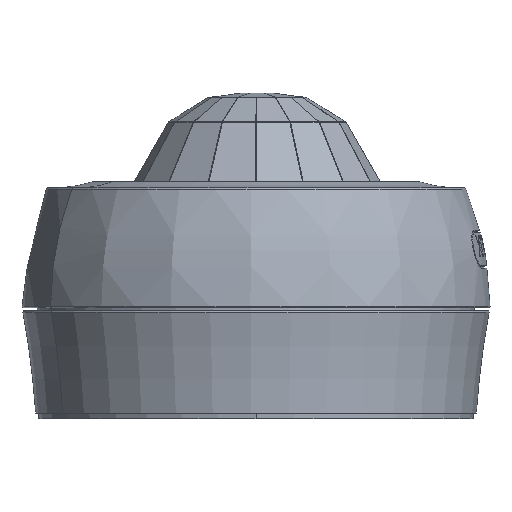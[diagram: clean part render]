
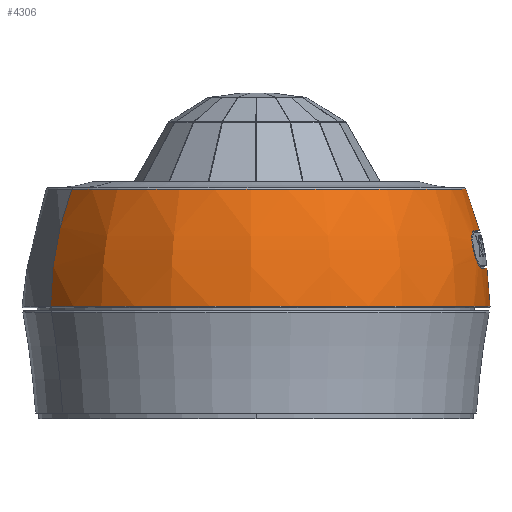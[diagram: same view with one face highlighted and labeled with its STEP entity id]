
A CAD part, left-side view. The second image highlights one B-rep face of the part: STEP entity #4306.
In plain terms, the highlighted face is a revolution surface.
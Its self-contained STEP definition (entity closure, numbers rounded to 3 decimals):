
#4153=CARTESIAN_POINT('Vertex',(22.029,-40.323,48.955)) ;
#4160=CARTESIAN_POINT('Vertex',(-22.029,40.323,48.955)) ;
#4175=CARTESIAN_POINT('Axis2P3D Location',(0.,0.,48.955)) ;
#4198=CARTESIAN_POINT('Control Point',(22.029,-40.323,48.955)) ;
#4199=CARTESIAN_POINT('Control Point',(23.267,-42.589,42.91)) ;
#4200=CARTESIAN_POINT('Control Point',(24.118,-44.147,36.519)) ;
#4201=CARTESIAN_POINT('Control Point',(24.549,-44.938,29.948)) ;
#4202=CARTESIAN_POINT('Control Point',(24.561,-44.958,23.374)) ;
#4203=CARTESIAN_POINT('Vertex',(24.561,-44.958,23.374)) ;
#4210=CARTESIAN_POINT('Vertex',(-24.561,44.958,23.374)) ;
#4214=CARTESIAN_POINT('Control Point',(-22.029,40.323,48.955)) ;
#4215=CARTESIAN_POINT('Control Point',(-23.267,42.589,42.91)) ;
#4216=CARTESIAN_POINT('Control Point',(-24.118,44.147,36.519)) ;
#4217=CARTESIAN_POINT('Control Point',(-24.549,44.938,29.948)) ;
#4218=CARTESIAN_POINT('Control Point',(-24.561,44.958,23.374)) ;
#4228=CARTESIAN_POINT('Control Point',(0.,-45.948,48.955)) ;
#4229=CARTESIAN_POINT('Control Point',(0.,-48.53,42.91)) ;
#4230=CARTESIAN_POINT('Control Point',(0.,-50.306,36.519)) ;
#4231=CARTESIAN_POINT('Control Point',(0.,-51.206,29.948)) ;
#4232=CARTESIAN_POINT('Control Point',(0.,-51.23,23.374)) ;
#4233=CARTESIAN_POINT('Axis1P Location',(0.,0.,35.936)) ;
#4237=CARTESIAN_POINT('Axis2P3D Location',(0.,0.,23.374)) ;
#4249=CARTESIAN_POINT('Control Point',(-11.368,-47.713,39.934)) ;
#4250=CARTESIAN_POINT('Control Point',(-11.888,-47.589,39.934)) ;
#4251=CARTESIAN_POINT('Control Point',(-12.411,-47.479,39.851)) ;
#4252=CARTESIAN_POINT('Control Point',(-12.921,-47.388,39.685)) ;
#4253=CARTESIAN_POINT('Control Point',(-13.863,-47.254,39.193)) ;
#4254=CARTESIAN_POINT('Control Point',(-14.61,-47.223,38.425)) ;
#4255=CARTESIAN_POINT('Control Point',(-14.914,-47.235,37.99)) ;
#4256=CARTESIAN_POINT('Control Point',(-15.377,-47.315,37.03)) ;
#4257=CARTESIAN_POINT('Control Point',(-15.516,-47.496,35.985)) ;
#4258=CARTESIAN_POINT('Control Point',(-15.5,-47.61,35.455)) ;
#4259=CARTESIAN_POINT('Control Point',(-15.212,-47.997,33.939)) ;
#4260=CARTESIAN_POINT('Control Point',(-14.271,-48.493,32.68)) ;
#4261=CARTESIAN_POINT('Control Point',(-13.414,-48.831,32.058)) ;
#4262=CARTESIAN_POINT('Control Point',(-12.399,-49.136,31.734)) ;
#4263=CARTESIAN_POINT('Control Point',(-11.368,-49.374,31.734)) ;
#4264=CARTESIAN_POINT('Vertex',(-11.368,-47.713,39.934)) ;
#4266=CARTESIAN_POINT('Vertex',(-11.368,-49.374,31.734)) ;
#4269=CARTESIAN_POINT('Axis2P3D Location',(0.,0.,39.934)) ;
#4273=CARTESIAN_POINT('Vertex',(11.309,-47.727,39.934)) ;
#4277=CARTESIAN_POINT('Control Point',(11.309,-47.727,39.934)) ;
#4278=CARTESIAN_POINT('Control Point',(11.829,-47.603,39.934)) ;
#4279=CARTESIAN_POINT('Control Point',(12.352,-47.494,39.851)) ;
#4280=CARTESIAN_POINT('Control Point',(12.862,-47.404,39.684)) ;
#4281=CARTESIAN_POINT('Control Point',(13.805,-47.271,39.193)) ;
#4282=CARTESIAN_POINT('Control Point',(14.552,-47.241,38.425)) ;
#4283=CARTESIAN_POINT('Control Point',(14.856,-47.254,37.99)) ;
#4284=CARTESIAN_POINT('Control Point',(15.318,-47.334,37.029)) ;
#4285=CARTESIAN_POINT('Control Point',(15.458,-47.515,35.985)) ;
#4286=CARTESIAN_POINT('Control Point',(15.442,-47.629,35.454)) ;
#4287=CARTESIAN_POINT('Control Point',(15.153,-48.016,33.939)) ;
#4288=CARTESIAN_POINT('Control Point',(14.212,-48.51,32.68)) ;
#4289=CARTESIAN_POINT('Control Point',(13.355,-48.847,32.058)) ;
#4290=CARTESIAN_POINT('Control Point',(12.34,-49.151,31.734)) ;
#4291=CARTESIAN_POINT('Control Point',(11.309,-49.387,31.734)) ;
#4292=CARTESIAN_POINT('Vertex',(11.309,-49.387,31.734)) ;
#4295=CARTESIAN_POINT('Axis2P3D Location',(0.,0.,31.734)) ;
#4176=DIRECTION('Axis2P3D Direction',(0.,0.,1.)) ;
#4234=DIRECTION('Axis1P Direction',(0.,0.,1.)) ;
#4238=DIRECTION('Axis2P3D Direction',(0.,0.,1.)) ;
#4270=DIRECTION('Axis2P3D Direction',(0.,0.,1.)) ;
#4296=DIRECTION('Axis2P3D Direction',(0.,0.,1.)) ;
#4177=AXIS2_PLACEMENT_3D('Circle Axis2P3D',#4175,#4176,$) ;
#4239=AXIS2_PLACEMENT_3D('Circle Axis2P3D',#4237,#4238,$) ;
#4271=AXIS2_PLACEMENT_3D('Circle Axis2P3D',#4269,#4270,$) ;
#4297=AXIS2_PLACEMENT_3D('Circle Axis2P3D',#4295,#4296,$) ;
#4243=ORIENTED_EDGE('',*,*,#4179,.F.) ;
#4244=ORIENTED_EDGE('',*,*,#4219,.T.) ;
#4245=ORIENTED_EDGE('',*,*,#4241,.T.) ;
#4246=ORIENTED_EDGE('',*,*,#4205,.F.) ;
#4301=ORIENTED_EDGE('',*,*,#4268,.F.) ;
#4302=ORIENTED_EDGE('',*,*,#4275,.F.) ;
#4303=ORIENTED_EDGE('',*,*,#4294,.T.) ;
#4304=ORIENTED_EDGE('',*,*,#4299,.F.) ;
#4305=FACE_BOUND('',#4300,.T.) ;
#4306=ADVANCED_FACE('Body.3',(#4247,#4305),#4236,.F.) ;
#4235=AXIS1_PLACEMENT('Revolution Surface Axis1P',#4233,#4234) ;
#4197=B_SPLINE_CURVE_WITH_KNOTS('',4,(#4198,#4199,#4200,#4201,#4202),.UNSPECIFIED.,.F.,.U.,(5,5),(179.99,206.286),.UNSPECIFIED.) ;
#4213=B_SPLINE_CURVE_WITH_KNOTS('',4,(#4214,#4215,#4216,#4217,#4218),.UNSPECIFIED.,.F.,.U.,(5,5),(179.99,206.286),.UNSPECIFIED.) ;
#4227=B_SPLINE_CURVE_WITH_KNOTS('',4,(#4228,#4229,#4230,#4231,#4232),.UNSPECIFIED.,.F.,.U.,(5,5),(179.99,206.286),.UNSPECIFIED.) ;
#4248=B_SPLINE_CURVE_WITH_KNOTS('',5,(#4249,#4250,#4251,#4252,#4253,#4254,#4255,#4256,#4257,#4258,#4259,#4260,#4261,#4262,#4263),.UNSPECIFIED.,.F.,.U.,(6,3,3,3,6),(0.,4.638,9.149,13.769,22.758),.UNSPECIFIED.) ;
#4276=B_SPLINE_CURVE_WITH_KNOTS('',5,(#4277,#4278,#4279,#4280,#4281,#4282,#4283,#4284,#4285,#4286,#4287,#4288,#4289,#4290,#4291),.UNSPECIFIED.,.F.,.U.,(6,3,3,3,6),(0.,4.637,9.149,13.769,22.755),.UNSPECIFIED.) ;
#4178=CIRCLE('generated circle',#4177,45.948) ;
#4240=CIRCLE('generated circle',#4239,51.23) ;
#4272=CIRCLE('generated circle',#4271,49.048) ;
#4298=CIRCLE('generated circle',#4297,50.666) ;
#4179=EDGE_CURVE('',#4161,#4154,#4178,.T.) ;
#4205=EDGE_CURVE('',#4154,#4204,#4197,.T.) ;
#4219=EDGE_CURVE('',#4161,#4211,#4213,.T.) ;
#4241=EDGE_CURVE('',#4211,#4204,#4240,.T.) ;
#4268=EDGE_CURVE('',#4265,#4267,#4248,.T.) ;
#4275=EDGE_CURVE('',#4274,#4265,#4272,.F.) ;
#4294=EDGE_CURVE('',#4274,#4293,#4276,.T.) ;
#4299=EDGE_CURVE('',#4267,#4293,#4298,.T.) ;
#4242=EDGE_LOOP('',(#4243,#4244,#4245,#4246)) ;
#4300=EDGE_LOOP('',(#4301,#4302,#4303,#4304)) ;
#4247=FACE_OUTER_BOUND('',#4242,.T.) ;
#4236=SURFACE_OF_REVOLUTION('Surface of Revolution',#4227,#4235) ;
#4154=VERTEX_POINT('',#4153) ;
#4161=VERTEX_POINT('',#4160) ;
#4204=VERTEX_POINT('',#4203) ;
#4211=VERTEX_POINT('',#4210) ;
#4265=VERTEX_POINT('',#4264) ;
#4267=VERTEX_POINT('',#4266) ;
#4274=VERTEX_POINT('',#4273) ;
#4293=VERTEX_POINT('',#4292) ;
